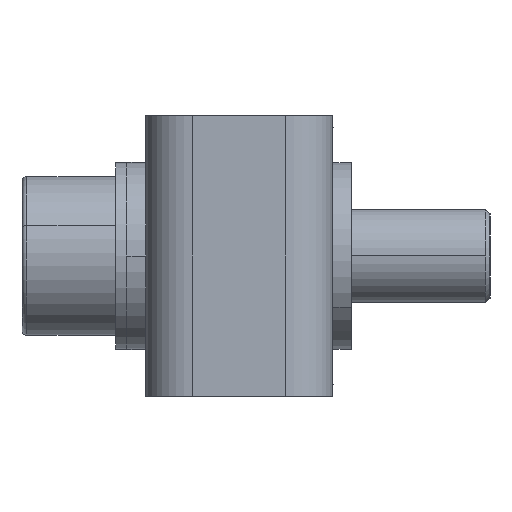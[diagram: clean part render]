
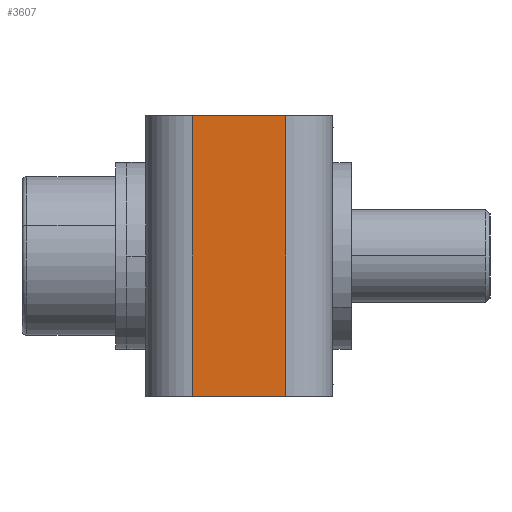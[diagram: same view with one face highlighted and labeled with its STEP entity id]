
A CAD part, left-side view. The second image highlights one B-rep face of the part: STEP entity #3607.
In plain terms, the highlighted planar face has unit normal (-1, 0, 0).
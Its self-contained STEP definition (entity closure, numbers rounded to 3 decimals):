
#111 = CARTESIAN_POINT ( 'NONE',  ( -31.75, 1., 7.5 ) ) ;
#249 = DIRECTION ( 'NONE',  ( 0., -1., 0. ) ) ;
#970 = CARTESIAN_POINT ( 'NONE',  ( -31.75, 1., 7.5 ) ) ;
#1072 = CARTESIAN_POINT ( 'NONE',  ( -31.75, 1., -7.5 ) ) ;
#1788 = LINE ( 'NONE', #4855, #4641 ) ;
#2437 = VERTEX_POINT ( 'NONE', #1072 ) ;
#3084 = LINE ( 'NONE', #111, #6468 ) ;
#3326 = VERTEX_POINT ( 'NONE', #970 ) ;
#3544 = VECTOR ( 'NONE', #8211, 1000. ) ;
#3607 = ADVANCED_FACE ( 'NONE', ( #5234 ), #5844, .F. ) ;
#3915 = CARTESIAN_POINT ( 'NONE',  ( -31.75, 6., -7.5 ) ) ;
#3953 = CARTESIAN_POINT ( 'NONE',  ( -31.75, -1.5, -7.5 ) ) ;
#4001 = LINE ( 'NONE', #3953, #8968 ) ;
#4641 = VECTOR ( 'NONE', #6153, 1000. ) ;
#4855 = CARTESIAN_POINT ( 'NONE',  ( -31.75, 6., 7.5 ) ) ;
#5167 = CARTESIAN_POINT ( 'NONE',  ( -31.75, -1.5, 7.5 ) ) ;
#5234 = FACE_OUTER_BOUND ( 'NONE', #8870, .T. ) ;
#5589 = ORIENTED_EDGE ( 'NONE', *, *, #9088, .T. ) ;
#5688 = EDGE_CURVE ( 'NONE', #3326, #2437, #3084, .T. ) ;
#5844 = PLANE ( 'NONE',  #6890 ) ;
#5890 = DIRECTION ( 'NONE',  ( 0., 1., 0. ) ) ;
#6068 = ORIENTED_EDGE ( 'NONE', *, *, #9095, .T. ) ;
#6153 = DIRECTION ( 'NONE',  ( 0., 0., -1. ) ) ;
#6250 = ORIENTED_EDGE ( 'NONE', *, *, #5688, .F. ) ;
#6468 = VECTOR ( 'NONE', #7606, 1000. ) ;
#6890 = AXIS2_PLACEMENT_3D ( 'NONE', #7435, #7522, #5890 ) ;
#7186 = ORIENTED_EDGE ( 'NONE', *, *, #9032, .F. ) ;
#7252 = VERTEX_POINT ( 'NONE', #9318 ) ;
#7435 = CARTESIAN_POINT ( 'NONE',  ( -31.75, -1.5, 7.5 ) ) ;
#7522 = DIRECTION ( 'NONE',  ( 1., 0., 0. ) ) ;
#7606 = DIRECTION ( 'NONE',  ( 0., 0., -1. ) ) ;
#8211 = DIRECTION ( 'NONE',  ( 0., -1., 0. ) ) ;
#8814 = VERTEX_POINT ( 'NONE', #3915 ) ;
#8870 = EDGE_LOOP ( 'NONE', ( #6068, #5589, #6250, #7186 ) ) ;
#8958 = LINE ( 'NONE', #5167, #3544 ) ;
#8968 = VECTOR ( 'NONE', #249, 1000. ) ;
#9032 = EDGE_CURVE ( 'NONE', #7252, #3326, #8958, .T. ) ;
#9088 = EDGE_CURVE ( 'NONE', #8814, #2437, #4001, .T. ) ;
#9095 = EDGE_CURVE ( 'NONE', #7252, #8814, #1788, .T. ) ;
#9318 = CARTESIAN_POINT ( 'NONE',  ( -31.75, 6., 7.5 ) ) ;
